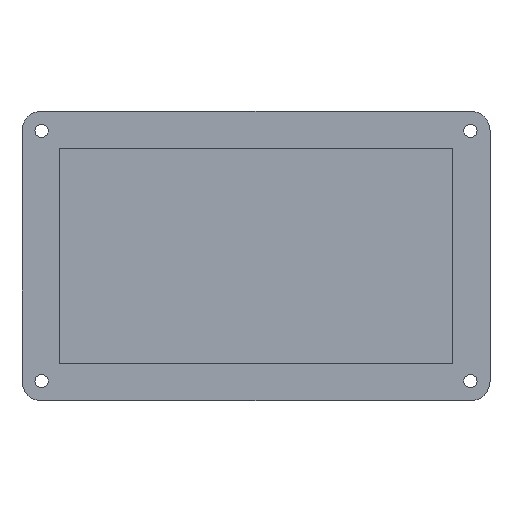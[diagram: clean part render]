
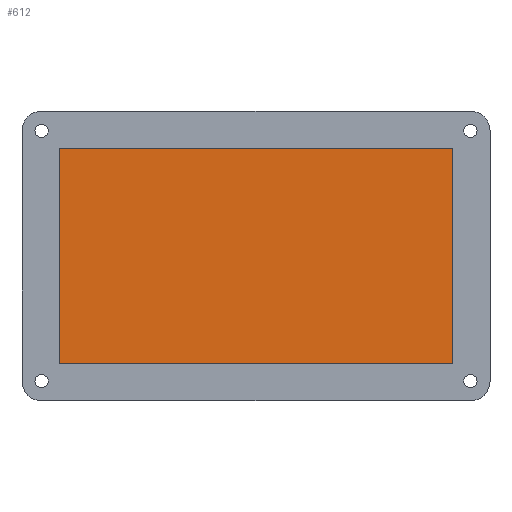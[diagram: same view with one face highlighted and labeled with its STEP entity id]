
A CAD part, top view. The second image highlights one B-rep face of the part: STEP entity #612.
In plain terms, the highlighted planar face has unit normal (0, 0, 1).
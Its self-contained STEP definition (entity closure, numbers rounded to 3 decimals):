
#40=PLANE('',#681);
#67=FACE_OUTER_BOUND('',#109,.T.);
#109=EDGE_LOOP('',(#510,#511,#512,#513));
#171=LINE('',#1016,#223);
#173=LINE('',#1021,#225);
#174=LINE('',#1022,#226);
#175=LINE('',#1023,#227);
#223=VECTOR('',#825,10.);
#225=VECTOR('',#829,10.);
#226=VECTOR('',#830,10.);
#227=VECTOR('',#831,10.);
#310=VERTEX_POINT('',#1013);
#311=VERTEX_POINT('',#1015);
#312=VERTEX_POINT('',#1019);
#313=VERTEX_POINT('',#1020);
#383=EDGE_CURVE('',#310,#311,#171,.T.);
#385=EDGE_CURVE('',#312,#313,#173,.T.);
#386=EDGE_CURVE('',#311,#312,#174,.T.);
#387=EDGE_CURVE('',#313,#310,#175,.T.);
#510=ORIENTED_EDGE('',*,*,#385,.F.);
#511=ORIENTED_EDGE('',*,*,#386,.F.);
#512=ORIENTED_EDGE('',*,*,#383,.F.);
#513=ORIENTED_EDGE('',*,*,#387,.F.);
#612=ADVANCED_FACE('',(#67),#40,.T.);
#681=AXIS2_PLACEMENT_3D('',#1018,#827,#828);
#825=DIRECTION('',(1.,0.,0.));
#827=DIRECTION('center_axis',(0.,0.,1.));
#828=DIRECTION('ref_axis',(1.,0.,0.));
#829=DIRECTION('',(-1.,0.,0.));
#830=DIRECTION('',(0.,-1.,0.));
#831=DIRECTION('',(0.,1.,0.));
#1013=CARTESIAN_POINT('',(-32.34,25.,3.));
#1015=CARTESIAN_POINT('',(67.845,25.,3.));
#1016=CARTESIAN_POINT('',(-7.294,25.,3.));
#1018=CARTESIAN_POINT('Origin',(17.753,-2.375,3.));
#1019=CARTESIAN_POINT('',(67.845,-29.749,3.));
#1020=CARTESIAN_POINT('',(-32.34,-29.749,3.));
#1021=CARTESIAN_POINT('',(42.799,-29.749,3.));
#1022=CARTESIAN_POINT('',(67.845,11.313,3.));
#1023=CARTESIAN_POINT('',(-32.34,-16.062,3.));
